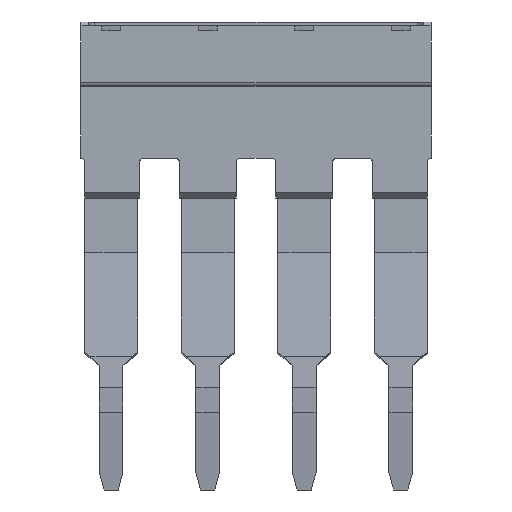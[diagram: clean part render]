
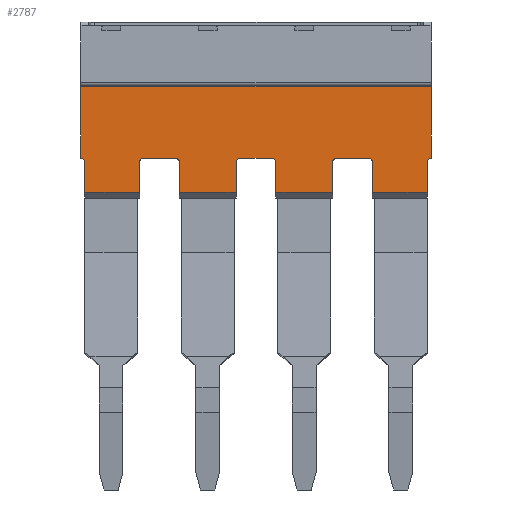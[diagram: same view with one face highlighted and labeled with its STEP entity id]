
A CAD part, front view. The second image highlights one B-rep face of the part: STEP entity #2787.
In plain terms, the highlighted planar face has unit normal (0, -1, 0).
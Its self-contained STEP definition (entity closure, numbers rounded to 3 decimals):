
#1990=AXIS2_PLACEMENT_3D('Circle Axis2P3D',#1988,#1989,$) ;
#2054=AXIS2_PLACEMENT_3D('Circle Axis2P3D',#2052,#2053,$) ;
#2187=AXIS2_PLACEMENT_3D('Circle Axis2P3D',#2185,#2186,$) ;
#2246=AXIS2_PLACEMENT_3D('Circle Axis2P3D',#2244,#2245,$) ;
#2374=AXIS2_PLACEMENT_3D('Circle Axis2P3D',#2372,#2373,$) ;
#2433=AXIS2_PLACEMENT_3D('Circle Axis2P3D',#2431,#2432,$) ;
#2552=AXIS2_PLACEMENT_3D('Circle Axis2P3D',#2550,#2551,$) ;
#2749=AXIS2_PLACEMENT_3D('Plane Axis2P3D',#2746,#2747,#2748) ;
#2753=AXIS2_PLACEMENT_3D('Circle Axis2P3D',#2751,#2752,$) ;
#1914=CARTESIAN_POINT('Vertex',(3.1,0.4,15.722)) ;
#1917=CARTESIAN_POINT('Line Origine',(1.65,0.4,15.722)) ;
#1921=CARTESIAN_POINT('Vertex',(0.2,0.4,15.722)) ;
#1941=CARTESIAN_POINT('Line Origine',(3.1,0.4,16.522)) ;
#1945=CARTESIAN_POINT('Vertex',(3.1,0.4,17.322)) ;
#1985=CARTESIAN_POINT('Vertex',(3.3,0.4,17.522)) ;
#1988=CARTESIAN_POINT('Axis2P3D Location',(3.3,0.4,17.322)) ;
#2023=CARTESIAN_POINT('Vertex',(5.,0.4,17.522)) ;
#2026=CARTESIAN_POINT('Line Origine',(4.575,0.4,17.522)) ;
#2030=CARTESIAN_POINT('Vertex',(4.15,0.4,17.522)) ;
#2033=CARTESIAN_POINT('Line Origine',(3.725,0.4,17.522)) ;
#2052=CARTESIAN_POINT('Axis2P3D Location',(5.,0.4,17.322)) ;
#2056=CARTESIAN_POINT('Vertex',(5.2,0.4,17.322)) ;
#2092=CARTESIAN_POINT('Vertex',(5.2,0.4,15.722)) ;
#2095=CARTESIAN_POINT('Line Origine',(5.2,0.4,16.522)) ;
#2118=CARTESIAN_POINT('Vertex',(8.2,0.4,15.722)) ;
#2121=CARTESIAN_POINT('Line Origine',(6.7,0.4,15.722)) ;
#2138=CARTESIAN_POINT('Line Origine',(8.2,0.4,16.522)) ;
#2142=CARTESIAN_POINT('Vertex',(8.2,0.4,17.322)) ;
#2182=CARTESIAN_POINT('Vertex',(8.4,0.4,17.522)) ;
#2185=CARTESIAN_POINT('Axis2P3D Location',(8.4,0.4,17.322)) ;
#2215=CARTESIAN_POINT('Vertex',(10.1,0.4,17.522)) ;
#2218=CARTESIAN_POINT('Line Origine',(9.675,0.4,17.522)) ;
#2222=CARTESIAN_POINT('Vertex',(9.25,0.4,17.522)) ;
#2225=CARTESIAN_POINT('Line Origine',(8.825,0.4,17.522)) ;
#2244=CARTESIAN_POINT('Axis2P3D Location',(10.1,0.4,17.322)) ;
#2248=CARTESIAN_POINT('Vertex',(10.3,0.4,17.322)) ;
#2284=CARTESIAN_POINT('Vertex',(10.3,0.4,15.722)) ;
#2287=CARTESIAN_POINT('Line Origine',(10.3,0.4,16.522)) ;
#2305=CARTESIAN_POINT('Vertex',(13.3,0.4,15.722)) ;
#2308=CARTESIAN_POINT('Line Origine',(11.8,0.4,15.722)) ;
#2325=CARTESIAN_POINT('Line Origine',(13.3,0.4,16.522)) ;
#2329=CARTESIAN_POINT('Vertex',(13.3,0.4,17.322)) ;
#2369=CARTESIAN_POINT('Vertex',(13.5,0.4,17.522)) ;
#2372=CARTESIAN_POINT('Axis2P3D Location',(13.5,0.4,17.322)) ;
#2402=CARTESIAN_POINT('Vertex',(15.2,0.4,17.522)) ;
#2405=CARTESIAN_POINT('Line Origine',(14.775,0.4,17.522)) ;
#2409=CARTESIAN_POINT('Vertex',(14.35,0.4,17.522)) ;
#2412=CARTESIAN_POINT('Line Origine',(13.925,0.4,17.522)) ;
#2431=CARTESIAN_POINT('Axis2P3D Location',(15.2,0.4,17.322)) ;
#2435=CARTESIAN_POINT('Vertex',(15.4,0.4,17.322)) ;
#2471=CARTESIAN_POINT('Vertex',(15.4,0.4,15.722)) ;
#2474=CARTESIAN_POINT('Line Origine',(15.4,0.4,16.522)) ;
#2497=CARTESIAN_POINT('Vertex',(18.3,0.4,15.722)) ;
#2500=CARTESIAN_POINT('Line Origine',(16.85,0.4,15.722)) ;
#2528=CARTESIAN_POINT('Vertex',(18.3,0.4,17.322)) ;
#2531=CARTESIAN_POINT('Line Origine',(18.3,0.4,16.522)) ;
#2550=CARTESIAN_POINT('Axis2P3D Location',(18.5,0.4,17.322)) ;
#2554=CARTESIAN_POINT('Vertex',(18.5,0.4,17.522)) ;
#2590=CARTESIAN_POINT('Vertex',(18.5,0.4,21.322)) ;
#2593=CARTESIAN_POINT('Line Origine',(18.5,0.4,19.422)) ;
#2613=CARTESIAN_POINT('Line Origine',(9.25,0.4,21.322)) ;
#2617=CARTESIAN_POINT('Vertex',(0.,0.4,21.322)) ;
#2637=CARTESIAN_POINT('Line Origine',(0.,0.4,19.422)) ;
#2641=CARTESIAN_POINT('Vertex',(0.,0.4,17.522)) ;
#2725=CARTESIAN_POINT('Line Origine',(0.2,0.4,16.522)) ;
#2729=CARTESIAN_POINT('Vertex',(0.2,0.4,17.322)) ;
#2746=CARTESIAN_POINT('Axis2P3D Location',(1.6,0.4,21.322)) ;
#2751=CARTESIAN_POINT('Axis2P3D Location',(0.,0.4,17.322)) ;
#1918=DIRECTION('Vector Direction',(-1.,0.,0.)) ;
#1942=DIRECTION('Vector Direction',(0.,0.,-1.)) ;
#1989=DIRECTION('Axis2P3D Direction',(0.,-1.,0.)) ;
#2027=DIRECTION('Vector Direction',(-1.,0.,0.)) ;
#2034=DIRECTION('Vector Direction',(-1.,0.,0.)) ;
#2053=DIRECTION('Axis2P3D Direction',(0.,1.,0.)) ;
#2096=DIRECTION('Vector Direction',(0.,0.,-1.)) ;
#2122=DIRECTION('Vector Direction',(-1.,0.,0.)) ;
#2139=DIRECTION('Vector Direction',(0.,0.,-1.)) ;
#2186=DIRECTION('Axis2P3D Direction',(0.,-1.,0.)) ;
#2219=DIRECTION('Vector Direction',(-1.,0.,0.)) ;
#2226=DIRECTION('Vector Direction',(-1.,0.,0.)) ;
#2245=DIRECTION('Axis2P3D Direction',(0.,1.,0.)) ;
#2288=DIRECTION('Vector Direction',(0.,0.,-1.)) ;
#2309=DIRECTION('Vector Direction',(-1.,0.,0.)) ;
#2326=DIRECTION('Vector Direction',(0.,0.,-1.)) ;
#2373=DIRECTION('Axis2P3D Direction',(0.,-1.,0.)) ;
#2406=DIRECTION('Vector Direction',(1.,0.,0.)) ;
#2413=DIRECTION('Vector Direction',(-1.,0.,0.)) ;
#2432=DIRECTION('Axis2P3D Direction',(0.,1.,0.)) ;
#2475=DIRECTION('Vector Direction',(0.,0.,-1.)) ;
#2501=DIRECTION('Vector Direction',(1.,0.,0.)) ;
#2532=DIRECTION('Vector Direction',(0.,0.,-1.)) ;
#2551=DIRECTION('Axis2P3D Direction',(0.,1.,0.)) ;
#2594=DIRECTION('Vector Direction',(0.,0.,-1.)) ;
#2614=DIRECTION('Vector Direction',(1.,0.,0.)) ;
#2638=DIRECTION('Vector Direction',(0.,0.,-1.)) ;
#2726=DIRECTION('Vector Direction',(0.,0.,-1.)) ;
#2747=DIRECTION('Axis2P3D Direction',(0.,1.,0.)) ;
#2748=DIRECTION('Axis2P3D XDirection',(0.,0.,-1.)) ;
#2752=DIRECTION('Axis2P3D Direction',(0.,1.,0.)) ;
#1919=VECTOR('Line Direction',#1918,1.) ;
#1943=VECTOR('Line Direction',#1942,1.) ;
#2028=VECTOR('Line Direction',#2027,1.) ;
#2035=VECTOR('Line Direction',#2034,1.) ;
#2097=VECTOR('Line Direction',#2096,1.) ;
#2123=VECTOR('Line Direction',#2122,1.) ;
#2140=VECTOR('Line Direction',#2139,1.) ;
#2220=VECTOR('Line Direction',#2219,1.) ;
#2227=VECTOR('Line Direction',#2226,1.) ;
#2289=VECTOR('Line Direction',#2288,1.) ;
#2310=VECTOR('Line Direction',#2309,1.) ;
#2327=VECTOR('Line Direction',#2326,1.) ;
#2407=VECTOR('Line Direction',#2406,1.) ;
#2414=VECTOR('Line Direction',#2413,1.) ;
#2476=VECTOR('Line Direction',#2475,1.) ;
#2502=VECTOR('Line Direction',#2501,1.) ;
#2533=VECTOR('Line Direction',#2532,1.) ;
#2595=VECTOR('Line Direction',#2594,1.) ;
#2615=VECTOR('Line Direction',#2614,1.) ;
#2639=VECTOR('Line Direction',#2638,1.) ;
#2727=VECTOR('Line Direction',#2726,1.) ;
#2757=ORIENTED_EDGE('',*,*,#2755,.T.) ;
#2758=ORIENTED_EDGE('',*,*,#2731,.T.) ;
#2759=ORIENTED_EDGE('',*,*,#1923,.F.) ;
#2760=ORIENTED_EDGE('',*,*,#1947,.F.) ;
#2761=ORIENTED_EDGE('',*,*,#1992,.T.) ;
#2762=ORIENTED_EDGE('',*,*,#2037,.F.) ;
#2763=ORIENTED_EDGE('',*,*,#2032,.T.) ;
#2764=ORIENTED_EDGE('',*,*,#2058,.F.) ;
#2765=ORIENTED_EDGE('',*,*,#2099,.T.) ;
#2766=ORIENTED_EDGE('',*,*,#2125,.T.) ;
#2767=ORIENTED_EDGE('',*,*,#2144,.F.) ;
#2768=ORIENTED_EDGE('',*,*,#2189,.T.) ;
#2769=ORIENTED_EDGE('',*,*,#2229,.F.) ;
#2770=ORIENTED_EDGE('',*,*,#2224,.T.) ;
#2771=ORIENTED_EDGE('',*,*,#2250,.F.) ;
#2772=ORIENTED_EDGE('',*,*,#2291,.T.) ;
#2773=ORIENTED_EDGE('',*,*,#2312,.T.) ;
#2774=ORIENTED_EDGE('',*,*,#2331,.F.) ;
#2775=ORIENTED_EDGE('',*,*,#2376,.T.) ;
#2776=ORIENTED_EDGE('',*,*,#2416,.F.) ;
#2777=ORIENTED_EDGE('',*,*,#2411,.T.) ;
#2778=ORIENTED_EDGE('',*,*,#2437,.F.) ;
#2779=ORIENTED_EDGE('',*,*,#2478,.T.) ;
#2780=ORIENTED_EDGE('',*,*,#2504,.T.) ;
#2781=ORIENTED_EDGE('',*,*,#2535,.F.) ;
#2782=ORIENTED_EDGE('',*,*,#2556,.F.) ;
#2783=ORIENTED_EDGE('',*,*,#2597,.T.) ;
#2784=ORIENTED_EDGE('',*,*,#2619,.F.) ;
#2785=ORIENTED_EDGE('',*,*,#2643,.F.) ;
#2787=ADVANCED_FACE('58451_ZQV_2-5N_KU',(#2786),#2750,.F.) ;
#1991=CIRCLE('generated circle',#1990,0.2) ;
#2055=CIRCLE('generated circle',#2054,0.2) ;
#2188=CIRCLE('generated circle',#2187,0.2) ;
#2247=CIRCLE('generated circle',#2246,0.2) ;
#2375=CIRCLE('generated circle',#2374,0.2) ;
#2434=CIRCLE('generated circle',#2433,0.2) ;
#2553=CIRCLE('generated circle',#2552,0.2) ;
#2754=CIRCLE('generated circle',#2753,0.2) ;
#1923=EDGE_CURVE('',#1915,#1922,#1920,.T.) ;
#1947=EDGE_CURVE('',#1946,#1915,#1944,.T.) ;
#1992=EDGE_CURVE('',#1946,#1986,#1991,.F.) ;
#2032=EDGE_CURVE('',#2031,#2024,#2029,.F.) ;
#2037=EDGE_CURVE('',#2031,#1986,#2036,.T.) ;
#2058=EDGE_CURVE('',#2057,#2024,#2055,.F.) ;
#2099=EDGE_CURVE('',#2057,#2093,#2098,.T.) ;
#2125=EDGE_CURVE('',#2093,#2119,#2124,.F.) ;
#2144=EDGE_CURVE('',#2143,#2119,#2141,.T.) ;
#2189=EDGE_CURVE('',#2143,#2183,#2188,.F.) ;
#2224=EDGE_CURVE('',#2223,#2216,#2221,.F.) ;
#2229=EDGE_CURVE('',#2223,#2183,#2228,.T.) ;
#2250=EDGE_CURVE('',#2249,#2216,#2247,.F.) ;
#2291=EDGE_CURVE('',#2249,#2285,#2290,.T.) ;
#2312=EDGE_CURVE('',#2285,#2306,#2311,.F.) ;
#2331=EDGE_CURVE('',#2330,#2306,#2328,.T.) ;
#2376=EDGE_CURVE('',#2330,#2370,#2375,.F.) ;
#2411=EDGE_CURVE('',#2410,#2403,#2408,.T.) ;
#2416=EDGE_CURVE('',#2410,#2370,#2415,.T.) ;
#2437=EDGE_CURVE('',#2436,#2403,#2434,.F.) ;
#2478=EDGE_CURVE('',#2436,#2472,#2477,.T.) ;
#2504=EDGE_CURVE('',#2472,#2498,#2503,.T.) ;
#2535=EDGE_CURVE('',#2529,#2498,#2534,.T.) ;
#2556=EDGE_CURVE('',#2555,#2529,#2553,.F.) ;
#2597=EDGE_CURVE('',#2555,#2591,#2596,.F.) ;
#2619=EDGE_CURVE('',#2618,#2591,#2616,.T.) ;
#2643=EDGE_CURVE('',#2642,#2618,#2640,.F.) ;
#2731=EDGE_CURVE('',#2730,#1922,#2728,.T.) ;
#2755=EDGE_CURVE('',#2642,#2730,#2754,.T.) ;
#2756=EDGE_LOOP('',(#2757,#2758,#2759,#2760,#2761,#2762,#2763,#2764,#2765,#2766,#2767,#2768,#2769,#2770,#2771,#2772,#2773,#2774,#2775,#2776,#2777,#2778,#2779,#2780,#2781,#2782,#2783,#2784,#2785)) ;
#2786=FACE_OUTER_BOUND('',#2756,.T.) ;
#1920=LINE('Line',#1917,#1919) ;
#1944=LINE('Line',#1941,#1943) ;
#2029=LINE('Line',#2026,#2028) ;
#2036=LINE('Line',#2033,#2035) ;
#2098=LINE('Line',#2095,#2097) ;
#2124=LINE('Line',#2121,#2123) ;
#2141=LINE('Line',#2138,#2140) ;
#2221=LINE('Line',#2218,#2220) ;
#2228=LINE('Line',#2225,#2227) ;
#2290=LINE('Line',#2287,#2289) ;
#2311=LINE('Line',#2308,#2310) ;
#2328=LINE('Line',#2325,#2327) ;
#2408=LINE('Line',#2405,#2407) ;
#2415=LINE('Line',#2412,#2414) ;
#2477=LINE('Line',#2474,#2476) ;
#2503=LINE('Line',#2500,#2502) ;
#2534=LINE('Line',#2531,#2533) ;
#2596=LINE('Line',#2593,#2595) ;
#2616=LINE('Line',#2613,#2615) ;
#2640=LINE('Line',#2637,#2639) ;
#2728=LINE('Line',#2725,#2727) ;
#2750=PLANE('',#2749) ;
#1915=VERTEX_POINT('',#1914) ;
#1922=VERTEX_POINT('',#1921) ;
#1946=VERTEX_POINT('',#1945) ;
#1986=VERTEX_POINT('',#1985) ;
#2024=VERTEX_POINT('',#2023) ;
#2031=VERTEX_POINT('',#2030) ;
#2057=VERTEX_POINT('',#2056) ;
#2093=VERTEX_POINT('',#2092) ;
#2119=VERTEX_POINT('',#2118) ;
#2143=VERTEX_POINT('',#2142) ;
#2183=VERTEX_POINT('',#2182) ;
#2216=VERTEX_POINT('',#2215) ;
#2223=VERTEX_POINT('',#2222) ;
#2249=VERTEX_POINT('',#2248) ;
#2285=VERTEX_POINT('',#2284) ;
#2306=VERTEX_POINT('',#2305) ;
#2330=VERTEX_POINT('',#2329) ;
#2370=VERTEX_POINT('',#2369) ;
#2403=VERTEX_POINT('',#2402) ;
#2410=VERTEX_POINT('',#2409) ;
#2436=VERTEX_POINT('',#2435) ;
#2472=VERTEX_POINT('',#2471) ;
#2498=VERTEX_POINT('',#2497) ;
#2529=VERTEX_POINT('',#2528) ;
#2555=VERTEX_POINT('',#2554) ;
#2591=VERTEX_POINT('',#2590) ;
#2618=VERTEX_POINT('',#2617) ;
#2642=VERTEX_POINT('',#2641) ;
#2730=VERTEX_POINT('',#2729) ;
